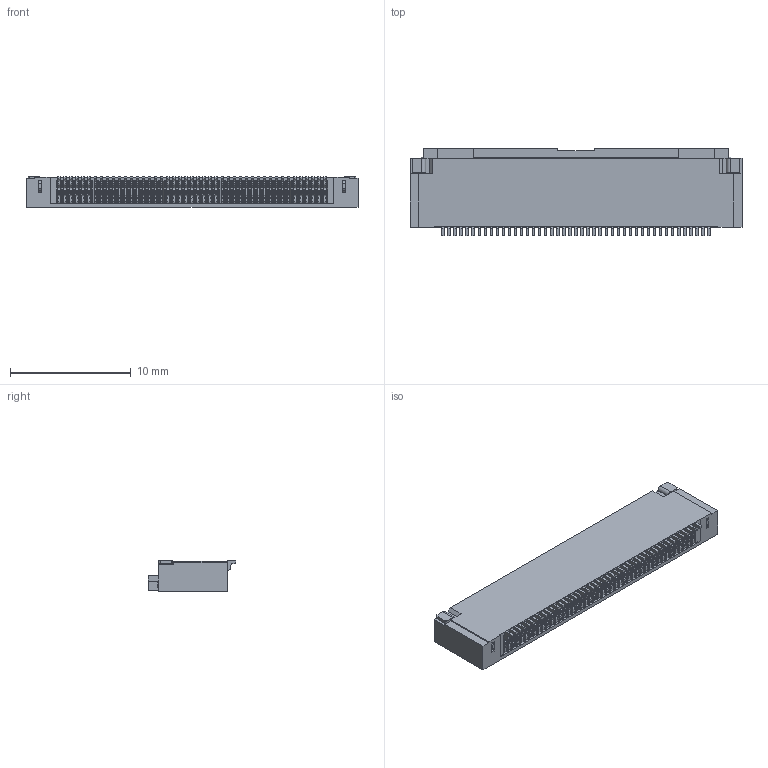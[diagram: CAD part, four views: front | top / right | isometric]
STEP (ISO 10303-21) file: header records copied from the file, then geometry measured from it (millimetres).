
FILE_DESCRIPTION((''),'2;1');
FILE_NAME('FPC05-255H-COVER-45P_ASM','2022-12-19T16:11:50',('Administrator'),(''),'CREO PARAMETRIC BY PTC INC, 2020033','CREO PARAMETRIC BY PTC INC, 2020033','');
FILE_SCHEMA(('CONFIG_CONTROL_DESIGN'));
Products named in the file (1): FPC05-255H-COVER-45P_ASM
Bounding box: 27.45 x 7.25 x 2.55 mm (x, y, z)
Volume: 278.8 mm3; surface area: 1797.9 mm2
Topology: 1 solids, 1 shells, 3902 faces, 11973 edges, 7752 vertices
Faces by surface type: plane 2083, cylinder 1637, sphere 90, torus 90, bspline 2
Entity records: 135374 total; most frequent: CARTESIAN_POINT 25930, ORIENTED_EDGE 23946, DIRECTION 22625, EDGE_CURVE 11973, VECTOR 8193, LINE 8193, VERTEX_POINT 7752, AXIS2_PLACEMENT_3D 7216
